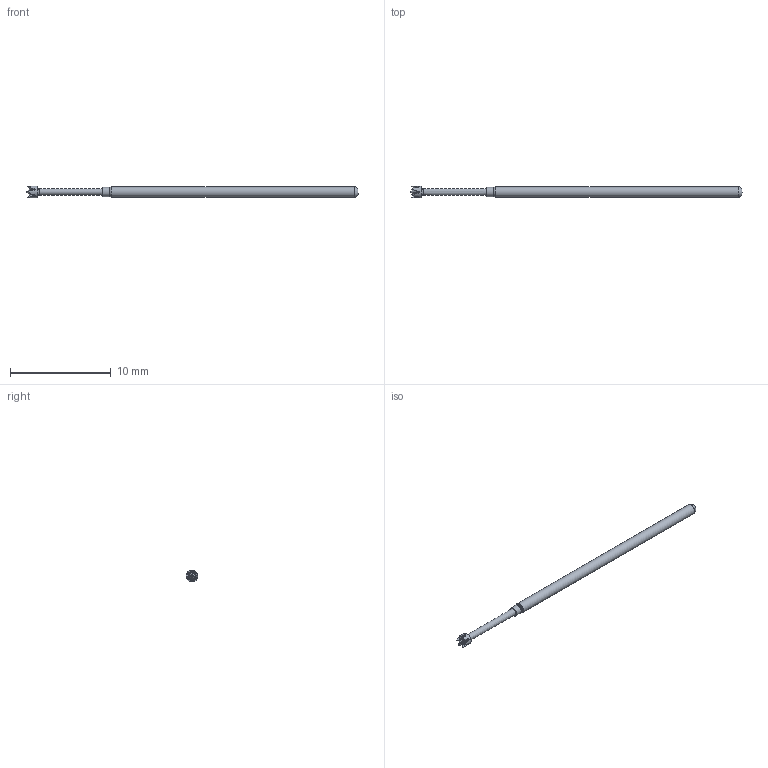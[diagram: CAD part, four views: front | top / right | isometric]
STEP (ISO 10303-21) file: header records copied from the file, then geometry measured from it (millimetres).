
FILE_DESCRIPTION (( 'STEP AP214' ), '1' );
FILE_NAME ('075-2517.STEP', '2021-10-07T13:21:01', ( '' ), ( '' ), 'SwSTEP 2.0', 'SolidWorks 2020', '' );
FILE_SCHEMA (( 'AUTOMOTIVE_DESIGN' ));
Length unit declared in the file: inch
Products named in the file (1): 075-2517
Bounding box: 33.02 x 1.17 x 1.17 mm (x, y, z)
Volume: 23.6 mm3; surface area: 100.6 mm2
Topology: 1 solids, 1 shells, 145 faces, 418 edges, 276 vertices
Faces by surface type: bspline 132, cone 4, plane 3, cylinder 3, torus 3
Full cylindrical faces by diameter (mm): 0.914 x1, 1.021 x1, 1.168 x1
Entity records: 22740 total; most frequent: CARTESIAN_POINT 20032, ORIENTED_EDGE 806, EDGE_CURVE 403, B_SPLINE_CURVE_WITH_KNOTS 392, VERTEX_POINT 271, EDGE_LOOP 156, FACE_OUTER_BOUND 151, ADVANCED_FACE 145
